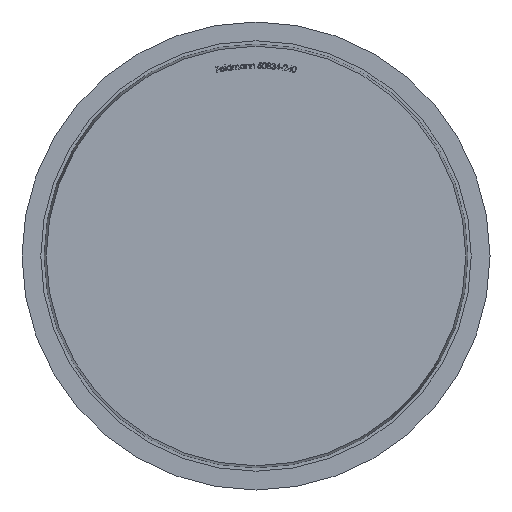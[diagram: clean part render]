
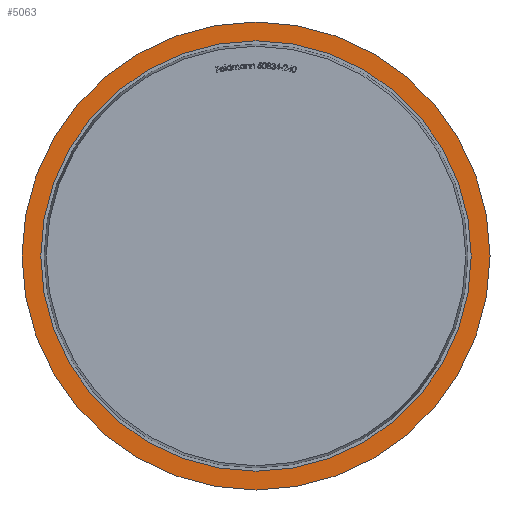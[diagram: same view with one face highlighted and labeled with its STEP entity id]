
A CAD part, front view. The second image highlights one B-rep face of the part: STEP entity #5063.
In plain terms, the highlighted planar face has unit normal (0, -1, 0).
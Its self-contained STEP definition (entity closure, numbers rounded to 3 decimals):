
#109 = VERTEX_POINT ( 'NONE', #6615 ) ;
#1056 = AXIS2_PLACEMENT_3D ( 'NONE', #7030, #13620, #10373 ) ;
#1080 = DIRECTION ( 'NONE',  ( 0., 0., 1. ) ) ;
#1269 = DIRECTION ( 'NONE',  ( 0., 0., 1. ) ) ;
#1349 = AXIS2_PLACEMENT_3D ( 'NONE', #4461, #8731, #1269 ) ;
#1390 = EDGE_LOOP ( 'NONE', ( #4846, #10569 ) ) ;
#1807 = CARTESIAN_POINT ( 'NONE',  ( 0., 4.5, 19.2 ) ) ;
#2228 = CIRCLE ( 'NONE', #1056, 19.2 ) ;
#2310 = EDGE_CURVE ( 'NONE', #5412, #9496, #8806, .T. ) ;
#2425 = FACE_OUTER_BOUND ( 'NONE', #1390, .T. ) ;
#3000 = DIRECTION ( 'NONE',  ( 0., -1., 0. ) ) ;
#3398 = DIRECTION ( 'NONE',  ( 0., 1., 0. ) ) ;
#3506 = VERTEX_POINT ( 'NONE', #1807 ) ;
#3883 = EDGE_CURVE ( 'NONE', #3506, #109, #13491, .T. ) ;
#4115 = EDGE_LOOP ( 'NONE', ( #6113, #7697 ) ) ;
#4461 = CARTESIAN_POINT ( 'NONE',  ( 0., 4.5, 0. ) ) ;
#4781 = FACE_BOUND ( 'NONE', #4115, .T. ) ;
#4846 = ORIENTED_EDGE ( 'NONE', *, *, #10150, .F. ) ;
#5063 = ADVANCED_FACE ( 'NONE', ( #4781, #2425 ), #10454, .T. ) ;
#5357 = CARTESIAN_POINT ( 'NONE',  ( 0., 4.5, 0. ) ) ;
#5412 = VERTEX_POINT ( 'NONE', #5929 ) ;
#5918 = EDGE_CURVE ( 'NONE', #109, #3506, #2228, .T. ) ;
#5929 = CARTESIAN_POINT ( 'NONE',  ( 0., 4.5, -21.2 ) ) ;
#6113 = ORIENTED_EDGE ( 'NONE', *, *, #5918, .T. ) ;
#6615 = CARTESIAN_POINT ( 'NONE',  ( 0., 4.5, -19.2 ) ) ;
#7030 = CARTESIAN_POINT ( 'NONE',  ( 0., 4.5, 0. ) ) ;
#7472 = DIRECTION ( 'NONE',  ( 0., 1., 0. ) ) ;
#7678 = DIRECTION ( 'NONE',  ( 0., 0., 1. ) ) ;
#7697 = ORIENTED_EDGE ( 'NONE', *, *, #3883, .T. ) ;
#7741 = AXIS2_PLACEMENT_3D ( 'NONE', #5357, #7472, #1080 ) ;
#7798 = CIRCLE ( 'NONE', #1349, 21.2 ) ;
#8731 = DIRECTION ( 'NONE',  ( 0., 1., 0. ) ) ;
#8806 = CIRCLE ( 'NONE', #12866, 21.2 ) ;
#9398 = CARTESIAN_POINT ( 'NONE',  ( 0., 4.5, 21.2 ) ) ;
#9496 = VERTEX_POINT ( 'NONE', #9398 ) ;
#9751 = CARTESIAN_POINT ( 'NONE',  ( 0., 4.5, 0. ) ) ;
#10150 = EDGE_CURVE ( 'NONE', #9496, #5412, #7798, .T. ) ;
#10373 = DIRECTION ( 'NONE',  ( 0., 0., 1. ) ) ;
#10454 = PLANE ( 'NONE',  #12015 ) ;
#10569 = ORIENTED_EDGE ( 'NONE', *, *, #2310, .F. ) ;
#11561 = CARTESIAN_POINT ( 'NONE',  ( 0., 4.5, 0. ) ) ;
#12015 = AXIS2_PLACEMENT_3D ( 'NONE', #11561, #3000, #12602 ) ;
#12602 = DIRECTION ( 'NONE',  ( 0., 0., -1. ) ) ;
#12866 = AXIS2_PLACEMENT_3D ( 'NONE', #9751, #3398, #7678 ) ;
#13491 = CIRCLE ( 'NONE', #7741, 19.2 ) ;
#13620 = DIRECTION ( 'NONE',  ( 0., 1., 0. ) ) ;
